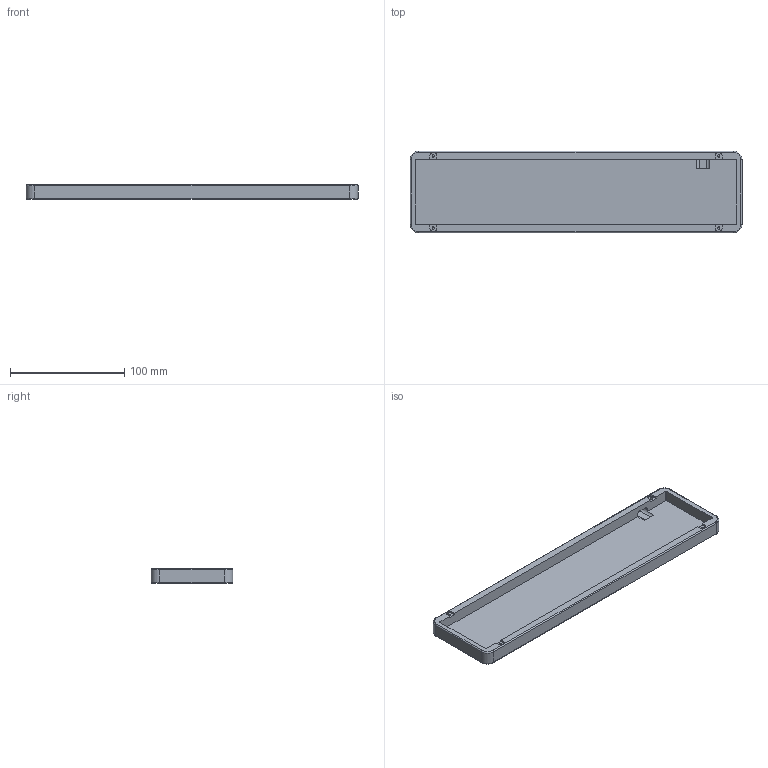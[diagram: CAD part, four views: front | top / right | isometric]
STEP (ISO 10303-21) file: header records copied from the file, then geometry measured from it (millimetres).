
FILE_DESCRIPTION(/* description */ (''),/* implementation_level */ '2;1');
FILE_NAME(/* name */ 'Vanpole.step',/* time_stamp */ '2021-06-15T22:14:06+03:00',/* author */ (''),/* organization */ (''),/* preprocessor_version */ 'ST-DEVELOPER v18.1',/* originating_system */ 'Autodesk Translation Framework v10.9.0.1377',/* authorisation */ '');
FILE_SCHEMA (('AUTOMOTIVE_DESIGN { 1 0 10303 214 3 1 1 }'));
Length unit declared in the file: millimetre
Products named in the file (1): FusionComponent
Bounding box: 290.99 x 71.75 x 13 mm (x, y, z)
Volume: 108356.9 mm3; surface area: 57459.2 mm2
Topology: 1 solids, 1 shells, 96 faces, 230 edges, 144 vertices
Faces by surface type: cylinder 40, plane 40, torus 8, cone 8
Full cylindrical faces by diameter (mm): 2.075 x4, 19.2 x4
Entity records: 2825 total; most frequent: DIRECTION 522, CARTESIAN_POINT 471, ORIENTED_EDGE 460, EDGE_CURVE 230, AXIS2_PLACEMENT_3D 195, VERTEX_POINT 144, LINE 132, VECTOR 132
